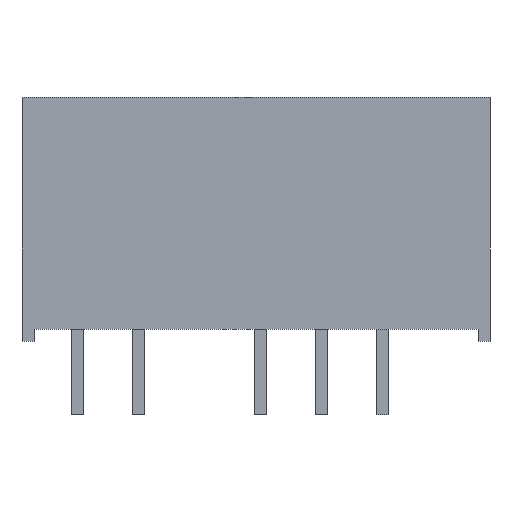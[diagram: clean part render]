
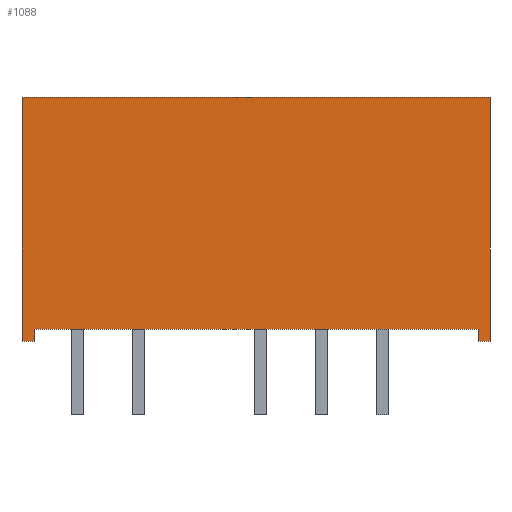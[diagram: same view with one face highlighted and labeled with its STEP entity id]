
A CAD part, left-side view. The second image highlights one B-rep face of the part: STEP entity #1088.
In plain terms, the highlighted planar face has unit normal (-1, 0, 0).
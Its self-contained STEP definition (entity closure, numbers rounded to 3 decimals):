
#774 = VERTEX_POINT('',#775);
#775 = CARTESIAN_POINT('',(-5.9,-16.7,0.5));
#790 = VERTEX_POINT('',#791);
#791 = CARTESIAN_POINT('',(-5.9,-16.7,0.));
#797 = EDGE_CURVE('',#774,#790,#798,.T.);
#798 = LINE('',#799,#800);
#799 = CARTESIAN_POINT('',(-5.9,-16.7,0.5));
#800 = VECTOR('',#801,1.);
#801 = DIRECTION('',(0.,0.,-1.));
#821 = VERTEX_POINT('',#822);
#822 = CARTESIAN_POINT('',(-5.9,1.8,0.5));
#828 = EDGE_CURVE('',#821,#774,#829,.T.);
#829 = LINE('',#830,#831);
#830 = CARTESIAN_POINT('',(-5.9,2.3,0.5));
#831 = VECTOR('',#832,1.);
#832 = DIRECTION('',(0.,-1.,0.));
#1069 = VERTEX_POINT('',#1070);
#1070 = CARTESIAN_POINT('',(-5.9,-17.2,0.));
#1076 = EDGE_CURVE('',#1069,#790,#1077,.T.);
#1077 = LINE('',#1078,#1079);
#1078 = CARTESIAN_POINT('',(-5.9,-16.7,0.));
#1079 = VECTOR('',#1080,1.);
#1080 = DIRECTION('',(0.,1.,0.));
#1088 = ADVANCED_FACE('',(#1089),#1132,.T.);
#1089 = FACE_BOUND('',#1090,.T.);
#1090 = EDGE_LOOP('',(#1091,#1092,#1093,#1094,#1102,#1110,#1118,#1126));
#1091 = ORIENTED_EDGE('',*,*,#828,.T.);
#1092 = ORIENTED_EDGE('',*,*,#797,.T.);
#1093 = ORIENTED_EDGE('',*,*,#1076,.F.);
#1094 = ORIENTED_EDGE('',*,*,#1095,.T.);
#1095 = EDGE_CURVE('',#1069,#1096,#1098,.T.);
#1096 = VERTEX_POINT('',#1097);
#1097 = CARTESIAN_POINT('',(-5.9,-17.2,10.16));
#1098 = LINE('',#1099,#1100);
#1099 = CARTESIAN_POINT('',(-5.9,-17.2,0.5));
#1100 = VECTOR('',#1101,1.);
#1101 = DIRECTION('',(0.,0.,1.));
#1102 = ORIENTED_EDGE('',*,*,#1103,.F.);
#1103 = EDGE_CURVE('',#1104,#1096,#1106,.T.);
#1104 = VERTEX_POINT('',#1105);
#1105 = CARTESIAN_POINT('',(-5.9,2.3,10.16));
#1106 = LINE('',#1107,#1108);
#1107 = CARTESIAN_POINT('',(-5.9,2.3,10.16));
#1108 = VECTOR('',#1109,1.);
#1109 = DIRECTION('',(0.,-1.,0.));
#1110 = ORIENTED_EDGE('',*,*,#1111,.F.);
#1111 = EDGE_CURVE('',#1112,#1104,#1114,.T.);
#1112 = VERTEX_POINT('',#1113);
#1113 = CARTESIAN_POINT('',(-5.9,2.3,0.));
#1114 = LINE('',#1115,#1116);
#1115 = CARTESIAN_POINT('',(-5.9,2.3,0.5));
#1116 = VECTOR('',#1117,1.);
#1117 = DIRECTION('',(0.,0.,1.));
#1118 = ORIENTED_EDGE('',*,*,#1119,.F.);
#1119 = EDGE_CURVE('',#1120,#1112,#1122,.T.);
#1120 = VERTEX_POINT('',#1121);
#1121 = CARTESIAN_POINT('',(-5.9,1.8,0.));
#1122 = LINE('',#1123,#1124);
#1123 = CARTESIAN_POINT('',(-5.9,2.3,0.));
#1124 = VECTOR('',#1125,1.);
#1125 = DIRECTION('',(0.,1.,0.));
#1126 = ORIENTED_EDGE('',*,*,#1127,.F.);
#1127 = EDGE_CURVE('',#821,#1120,#1128,.T.);
#1128 = LINE('',#1129,#1130);
#1129 = CARTESIAN_POINT('',(-5.9,1.8,0.5));
#1130 = VECTOR('',#1131,1.);
#1131 = DIRECTION('',(0.,0.,-1.));
#1132 = PLANE('',#1133);
#1133 = AXIS2_PLACEMENT_3D('',#1134,#1135,#1136);
#1134 = CARTESIAN_POINT('',(-5.9,2.3,0.5));
#1135 = DIRECTION('',(-1.,0.,0.));
#1136 = DIRECTION('',(0.,-1.,0.));
